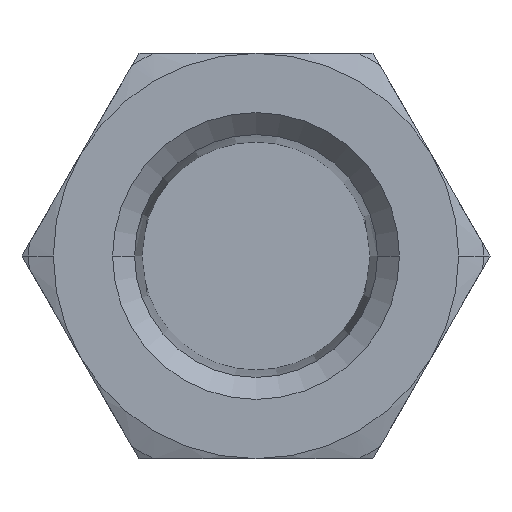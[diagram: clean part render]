
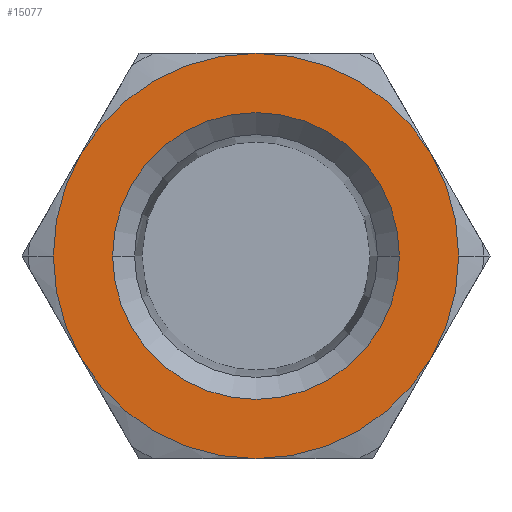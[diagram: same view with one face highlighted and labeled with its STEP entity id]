
A CAD part, front view. The second image highlights one B-rep face of the part: STEP entity #15077.
In plain terms, the highlighted planar face has unit normal (0, -1, 0).
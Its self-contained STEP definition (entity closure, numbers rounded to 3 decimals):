
#410=CARTESIAN_POINT('',(-9.5,-27.7,0.));
#411=VERTEX_POINT('',#410);
#427=CARTESIAN_POINT('',(-8.227,-27.7,-4.75));
#428=VERTEX_POINT('',#427);
#442=CARTESIAN_POINT('',(0.0,-27.7,0.));
#443=DIRECTION('',(0.0,-1.0,0.0));
#444=DIRECTION('',(-1.0,0.0,0.0));
#445=AXIS2_PLACEMENT_3D('',#442,#443,#444);
#446=CIRCLE('',#445,9.5);
#447=EDGE_CURVE('',#411,#428,#446,.T.);
#499=CARTESIAN_POINT('',(6.723,-27.7,0.));
#500=VERTEX_POINT('',#499);
#514=CARTESIAN_POINT('',(-6.723,-27.7,0.));
#515=VERTEX_POINT('',#514);
#522=CARTESIAN_POINT('',(0.,-27.7,0.));
#523=DIRECTION('',(0.0,-1.0,0.0));
#524=DIRECTION('',(1.0,0.0,0.0));
#525=AXIS2_PLACEMENT_3D('',#522,#523,#524);
#526=CIRCLE('',#525,6.723);
#527=EDGE_CURVE('',#515,#500,#526,.T.);
#537=CARTESIAN_POINT('',(9.5,-27.7,0.));
#538=VERTEX_POINT('',#537);
#547=CARTESIAN_POINT('',(8.227,-27.7,-4.75));
#548=VERTEX_POINT('',#547);
#549=CARTESIAN_POINT('',(0.0,-27.7,0.));
#550=DIRECTION('',(0.0,-1.0,0.0));
#551=DIRECTION('',(-1.0,0.0,0.0));
#552=AXIS2_PLACEMENT_3D('',#549,#550,#551);
#553=CIRCLE('',#552,9.5);
#554=EDGE_CURVE('',#548,#538,#553,.T.);
#14740=CARTESIAN_POINT('',(-8.227,-27.7,4.75));
#14741=VERTEX_POINT('',#14740);
#14824=CARTESIAN_POINT('',(0.,-27.7,9.5));
#14825=VERTEX_POINT('',#14824);
#14877=CARTESIAN_POINT('',(0.,-27.7,-9.5));
#14878=VERTEX_POINT('',#14877);
#14879=CARTESIAN_POINT('',(0.0,-27.7,0.));
#14880=DIRECTION('',(0.0,-1.0,0.0));
#14881=DIRECTION('',(-1.0,0.0,0.0));
#14882=AXIS2_PLACEMENT_3D('',#14879,#14880,#14881);
#14883=CIRCLE('',#14882,9.5);
#14884=EDGE_CURVE('',#14878,#548,#14883,.T.);
#14935=CARTESIAN_POINT('',(8.227,-27.7,4.75));
#14936=VERTEX_POINT('',#14935);
#14950=CARTESIAN_POINT('',(0.0,-27.7,0.));
#14951=DIRECTION('',(0.0,-1.0,0.0));
#14952=DIRECTION('',(-1.0,0.0,0.0));
#14953=AXIS2_PLACEMENT_3D('',#14950,#14951,#14952);
#14954=CIRCLE('',#14953,9.5);
#14955=EDGE_CURVE('',#538,#14936,#14954,.T.);
#15004=CARTESIAN_POINT('',(0.,-27.7,0.));
#15005=DIRECTION('',(0.0,-1.0,0.0));
#15006=DIRECTION('',(1.0,0.0,0.0));
#15007=AXIS2_PLACEMENT_3D('',#15004,#15005,#15006);
#15008=CIRCLE('',#15007,6.723);
#15009=EDGE_CURVE('',#500,#515,#15008,.T.);
#15034=CARTESIAN_POINT('',(0.,-27.7,0.));
#15035=DIRECTION('',(0.0,1.0,0.0));
#15036=DIRECTION('',(0.0,0.0,1.0));
#15037=AXIS2_PLACEMENT_3D('',#15034,#15035,#15036);
#15038=PLANE('',#15037);
#15039=CARTESIAN_POINT('',(0.0,-27.7,0.));
#15040=DIRECTION('',(0.0,-1.0,0.0));
#15041=DIRECTION('',(-1.0,0.0,0.0));
#15042=AXIS2_PLACEMENT_3D('',#15039,#15040,#15041);
#15043=CIRCLE('',#15042,9.5);
#15044=EDGE_CURVE('',#14936,#14825,#15043,.T.);
#15045=ORIENTED_EDGE('',*,*,#15044,.T.);
#15046=CARTESIAN_POINT('',(0.0,-27.7,0.));
#15047=DIRECTION('',(0.0,-1.0,0.0));
#15048=DIRECTION('',(-1.0,0.0,0.0));
#15049=AXIS2_PLACEMENT_3D('',#15046,#15047,#15048);
#15050=CIRCLE('',#15049,9.5);
#15051=EDGE_CURVE('',#14825,#14741,#15050,.T.);
#15052=ORIENTED_EDGE('',*,*,#15051,.T.);
#15053=CARTESIAN_POINT('',(0.0,-27.7,0.));
#15054=DIRECTION('',(0.0,-1.0,0.0));
#15055=DIRECTION('',(-1.0,0.0,0.0));
#15056=AXIS2_PLACEMENT_3D('',#15053,#15054,#15055);
#15057=CIRCLE('',#15056,9.5);
#15058=EDGE_CURVE('',#14741,#411,#15057,.T.);
#15059=ORIENTED_EDGE('',*,*,#15058,.T.);
#15060=ORIENTED_EDGE('',*,*,#447,.T.);
#15061=CARTESIAN_POINT('',(0.0,-27.7,0.));
#15062=DIRECTION('',(0.0,-1.0,0.0));
#15063=DIRECTION('',(-1.0,0.0,0.0));
#15064=AXIS2_PLACEMENT_3D('',#15061,#15062,#15063);
#15065=CIRCLE('',#15064,9.5);
#15066=EDGE_CURVE('',#428,#14878,#15065,.T.);
#15067=ORIENTED_EDGE('',*,*,#15066,.T.);
#15068=ORIENTED_EDGE('',*,*,#14884,.T.);
#15069=ORIENTED_EDGE('',*,*,#554,.T.);
#15070=ORIENTED_EDGE('',*,*,#14955,.T.);
#15071=EDGE_LOOP('',(#15045,#15052,#15059,#15060,#15067,#15068,#15069,#15070));
#15072=FACE_OUTER_BOUND('',#15071,.T.);
#15073=ORIENTED_EDGE('',*,*,#527,.F.);
#15074=ORIENTED_EDGE('',*,*,#15009,.F.);
#15075=EDGE_LOOP('',(#15073,#15074));
#15076=FACE_BOUND('',#15075,.T.);
#15077=ADVANCED_FACE('',(#15072,#15076),#15038,.F.);
